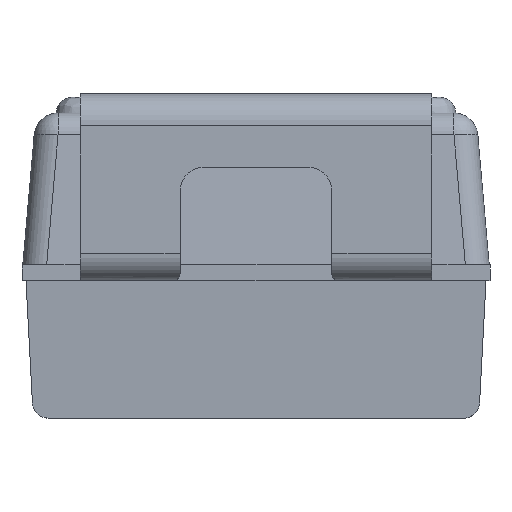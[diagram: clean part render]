
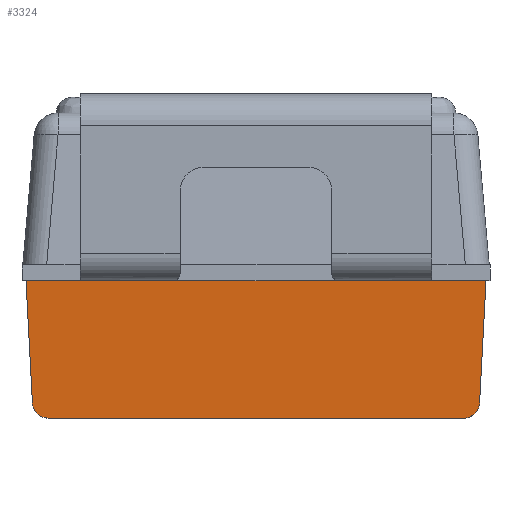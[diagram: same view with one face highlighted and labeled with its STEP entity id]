
A CAD part, front view. The second image highlights one B-rep face of the part: STEP entity #3324.
In plain terms, the highlighted planar face has unit normal (0, -0.999, -0.052).
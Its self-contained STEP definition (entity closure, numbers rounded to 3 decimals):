
#1346=CARTESIAN_POINT('',(1.301,-7.955,-0.86));
#1347=VERTEX_POINT('',#1346);
#1356=CARTESIAN_POINT('',(-1.301,-7.955,-0.86));
#1357=VERTEX_POINT('',#1356);
#1358=CARTESIAN_POINT('',(-1.301,-7.955,-0.86));
#1359=DIRECTION('',(1.0,0.0,0.0));
#1360=VECTOR('',#1359,2.603);
#1361=LINE('',#1358,#1360);
#1362=EDGE_CURVE('',#1357,#1347,#1361,.T.);
#1421=CARTESIAN_POINT('',(1.4,-7.96,-0.765));
#1422=VERTEX_POINT('',#1421);
#1429=CARTESIAN_POINT('',(1.3,-7.96,-0.76));
#1430=DIRECTION('',(0.0,0.999,0.052));
#1431=DIRECTION('',(0.,0.052,-0.999));
#1432=AXIS2_PLACEMENT_3D('',#1429,#1430,#1431);
#1433=ELLIPSE('',#1432,0.1,0.1);
#1434=EDGE_CURVE('',#1422,#1347,#1433,.T.);
#2879=CARTESIAN_POINT('',(-1.44,-8.,0.));
#2880=VERTEX_POINT('',#2879);
#3082=CARTESIAN_POINT('',(1.44,-8.,0.));
#3083=VERTEX_POINT('',#3082);
#3084=CARTESIAN_POINT('',(-1.44,-8.,0.));
#3085=DIRECTION('',(1.0,0.0,0.0));
#3086=VECTOR('',#3085,2.88);
#3087=LINE('',#3084,#3086);
#3088=EDGE_CURVE('',#2880,#3083,#3087,.T.);
#3248=CARTESIAN_POINT('',(-1.4,-7.96,-0.765));
#3249=VERTEX_POINT('',#3248);
#3250=CARTESIAN_POINT('',(-1.3,-7.96,-0.76));
#3251=DIRECTION('',(0.,0.999,0.052));
#3252=DIRECTION('',(0.,0.052,-0.999));
#3253=AXIS2_PLACEMENT_3D('',#3250,#3251,#3252);
#3254=ELLIPSE('',#3253,0.1,0.1);
#3255=EDGE_CURVE('',#1357,#3249,#3254,.T.);
#3301=CARTESIAN_POINT('',(1.584,-8.002,0.043));
#3302=DIRECTION('',(0.0,-0.999,-0.052));
#3303=DIRECTION('',(0.0,0.052,-0.999));
#3304=AXIS2_PLACEMENT_3D('',#3301,#3302,#3303);
#3305=PLANE('',#3304);
#3306=ORIENTED_EDGE('',*,*,#1362,.T.);
#3307=ORIENTED_EDGE('',*,*,#1434,.F.);
#3308=CARTESIAN_POINT('',(1.44,-8.,0.));
#3309=DIRECTION('',(-0.052,0.052,-0.997));
#3310=VECTOR('',#3309,0.767);
#3311=LINE('',#3308,#3310);
#3312=EDGE_CURVE('',#3083,#1422,#3311,.T.);
#3313=ORIENTED_EDGE('',*,*,#3312,.F.);
#3314=ORIENTED_EDGE('',*,*,#3088,.F.);
#3315=CARTESIAN_POINT('',(-1.44,-8.,0.));
#3316=DIRECTION('',(0.052,0.052,-0.997));
#3317=VECTOR('',#3316,0.767);
#3318=LINE('',#3315,#3317);
#3319=EDGE_CURVE('',#2880,#3249,#3318,.T.);
#3320=ORIENTED_EDGE('',*,*,#3319,.T.);
#3321=ORIENTED_EDGE('',*,*,#3255,.F.);
#3322=EDGE_LOOP('',(#3306,#3307,#3313,#3314,#3320,#3321));
#3323=FACE_OUTER_BOUND('',#3322,.T.);
#3324=ADVANCED_FACE('',(#3323),#3305,.T.);
